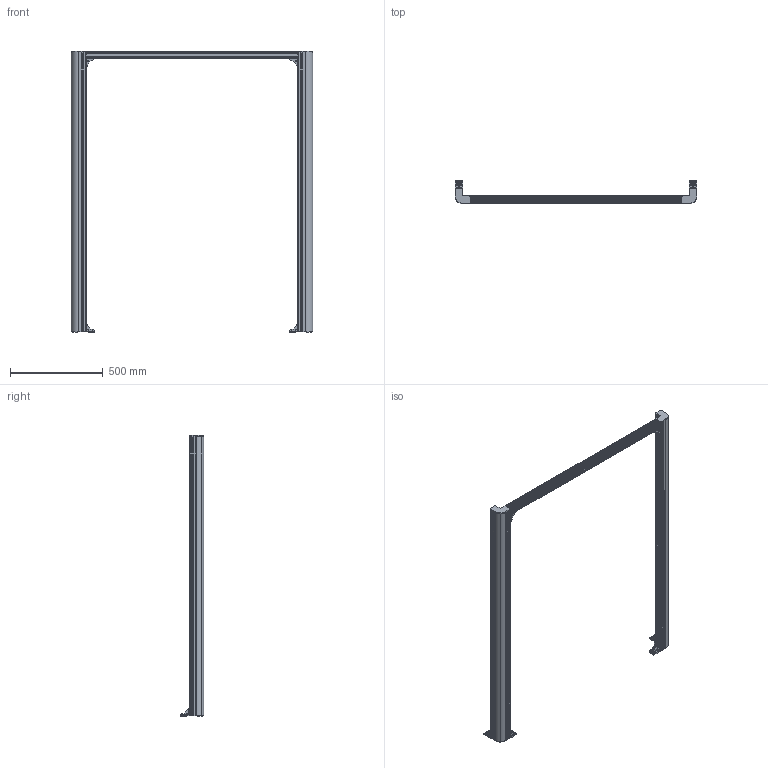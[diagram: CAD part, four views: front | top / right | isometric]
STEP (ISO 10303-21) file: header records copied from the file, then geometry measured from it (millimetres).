
FILE_DESCRIPTION(('CATIA V5 STEP Exchange'),'2;1');
FILE_NAME('AGV_A01.stp','2024-09-30T03:19:10+00:00',('none'),('none'),'CATIA Unofficial Packaging Version','3DEXPERIENCE Platform STEP AP203 v1','none');
FILE_SCHEMA(('CONFIG_CONTROL_DESIGN'));
Length unit declared in the file: millimetre
Products named in the file (2): AGV_A01; A03
Assembly tree (22 placements, depth 3):
  AGV_A01
    #57  x2
    A03  x6
      #6218
      #11667
      #12479
    #13129
Bounding box: 1300 x 128 x 1515.98 mm (x, y, z)
Volume: 4796974.6 mm3; surface area: 3563870.4 mm2
Topology: 81 solids, 81 shells, 3358 faces, 8532 edges, 5400 vertices
Faces by surface type: plane 2044, cylinder 738, cone 432, torus 96, sphere 48
Entity records: 17925 total; most frequent: CARTESIAN_POINT 3425, ORIENTED_EDGE 3290, DIRECTION 2424, EDGE_CURVE 1645, VECTOR 1280, LINE 1280, VERTEX_POINT 1089, AXIS2_PLACEMENT_3D 747
